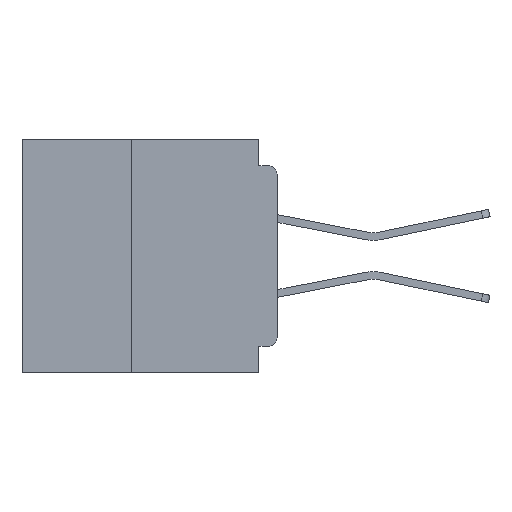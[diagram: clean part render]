
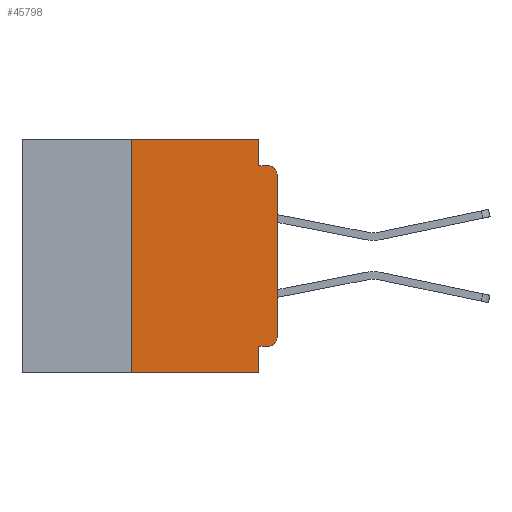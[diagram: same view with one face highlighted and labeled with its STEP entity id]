
A CAD part, left-side view. The second image highlights one B-rep face of the part: STEP entity #45798.
In plain terms, the highlighted planar face has unit normal (-1, 0, 0).
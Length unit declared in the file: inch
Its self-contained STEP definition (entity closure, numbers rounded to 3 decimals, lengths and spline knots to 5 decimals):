
#43 = ORIENTED_EDGE ( 'NONE', *, *, #8781, .F. ) ;
#599 = ORIENTED_EDGE ( 'NONE', *, *, #18680, .F. ) ;
#911 = CARTESIAN_POINT ( 'NONE',  ( 0., 0.015, -0.34 ) ) ;
#2034 = ORIENTED_EDGE ( 'NONE', *, *, #40046, .T. ) ;
#2153 = EDGE_CURVE ( 'NONE', #12303, #48181, #31412, .T. ) ;
#2450 = VECTOR ( 'NONE', #7912, 39.37008 ) ;
#3524 = DIRECTION ( 'NONE',  ( 0., 0., -1. ) ) ;
#3934 = DIRECTION ( 'NONE',  ( 1., 0., 0. ) ) ;
#4957 = AXIS2_PLACEMENT_3D ( 'NONE', #16014, #3934, #32208 ) ;
#4978 = DIRECTION ( 'NONE',  ( 0., 0., -1. ) ) ;
#7912 = DIRECTION ( 'NONE',  ( 0., 0., -1. ) ) ;
#8568 = CARTESIAN_POINT ( 'NONE',  ( 0., 0.015, -0.06 ) ) ;
#8716 = VECTOR ( 'NONE', #39437, 39.37008 ) ;
#8781 = EDGE_CURVE ( 'NONE', #25515, #17740, #34428, .T. ) ;
#9298 = EDGE_LOOP ( 'NONE', ( #46068, #2034, #20852, #599, #43, #34085, #34995, #12195, #12291, #15419 ) ) ;
#10756 = CARTESIAN_POINT ( 'NONE',  ( 0., 0.031, -0.4 ) ) ;
#10939 = DIRECTION ( 'NONE',  ( 0., -1., 0. ) ) ;
#11175 = DIRECTION ( 'NONE',  ( 0., -1., 0. ) ) ;
#11519 = VERTEX_POINT ( 'NONE', #20338 ) ;
#11544 = VECTOR ( 'NONE', #3524, 39.37008 ) ;
#11985 = CARTESIAN_POINT ( 'NONE',  ( 0., 0.031, -0.4 ) ) ;
#12195 = ORIENTED_EDGE ( 'NONE', *, *, #36809, .F. ) ;
#12233 = VECTOR ( 'NONE', #11175, 39.37008 ) ;
#12291 = ORIENTED_EDGE ( 'NONE', *, *, #44260, .F. ) ;
#12303 = VERTEX_POINT ( 'NONE', #28913 ) ;
#12663 = DIRECTION ( 'NONE',  ( 0., 0., -1. ) ) ;
#12998 = VECTOR ( 'NONE', #27271, 39.37008 ) ;
#13522 = LINE ( 'NONE', #23213, #12233 ) ;
#13573 = CARTESIAN_POINT ( 'NONE',  ( 0., 0.031, 0. ) ) ;
#13593 = AXIS2_PLACEMENT_3D ( 'NONE', #8568, #36768, #12663 ) ;
#14419 = LINE ( 'NONE', #18086, #23913 ) ;
#15393 = CARTESIAN_POINT ( 'NONE',  ( 0., 0.25, -0.4 ) ) ;
#15419 = ORIENTED_EDGE ( 'NONE', *, *, #49276, .T. ) ;
#15763 = CIRCLE ( 'NONE', #47878, 0.015 ) ;
#16014 = CARTESIAN_POINT ( 'NONE',  ( 0., 0.437, 0. ) ) ;
#17247 = CARTESIAN_POINT ( 'NONE',  ( 0., 0., 0. ) ) ;
#17740 = VERTEX_POINT ( 'NONE', #13573 ) ;
#18086 = CARTESIAN_POINT ( 'NONE',  ( 0., 0., -0.355 ) ) ;
#18264 = LINE ( 'NONE', #15393, #8716 ) ;
#18680 = EDGE_CURVE ( 'NONE', #17740, #12303, #22309, .T. ) ;
#20338 = CARTESIAN_POINT ( 'NONE',  ( 0., 0., -0.34 ) ) ;
#20577 = FACE_OUTER_BOUND ( 'NONE', #9298, .T. ) ;
#20852 = ORIENTED_EDGE ( 'NONE', *, *, #2153, .F. ) ;
#22309 = LINE ( 'NONE', #43707, #11544 ) ;
#23213 = CARTESIAN_POINT ( 'NONE',  ( 0., 0.437, -0.4 ) ) ;
#23913 = VECTOR ( 'NONE', #30044, 39.37008 ) ;
#24856 = EDGE_CURVE ( 'NONE', #34298, #25515, #18264, .T. ) ;
#25515 = VERTEX_POINT ( 'NONE', #39725 ) ;
#26641 = CARTESIAN_POINT ( 'NONE',  ( 0., 0.25, -0.4 ) ) ;
#27271 = DIRECTION ( 'NONE',  ( 0., -1., 0. ) ) ;
#28860 = VERTEX_POINT ( 'NONE', #10756 ) ;
#28913 = CARTESIAN_POINT ( 'NONE',  ( 0., 0.031, -0.045 ) ) ;
#29214 = DIRECTION ( 'NONE',  ( -1., 0., 0. ) ) ;
#30044 = DIRECTION ( 'NONE',  ( 0., 1., 0. ) ) ;
#30697 = EDGE_CURVE ( 'NONE', #34298, #28860, #13522, .T. ) ;
#31130 = VERTEX_POINT ( 'NONE', #50116 ) ;
#31412 = LINE ( 'NONE', #39085, #42050 ) ;
#31703 = LINE ( 'NONE', #17247, #51721 ) ;
#32208 = DIRECTION ( 'NONE',  ( 0., 0., -1. ) ) ;
#33263 = DIRECTION ( 'NONE',  ( 0., 0., 1. ) ) ;
#33415 = LINE ( 'NONE', #11985, #2450 ) ;
#34085 = ORIENTED_EDGE ( 'NONE', *, *, #24856, .F. ) ;
#34298 = VERTEX_POINT ( 'NONE', #26641 ) ;
#34428 = LINE ( 'NONE', #35312, #12998 ) ;
#34704 = EDGE_CURVE ( 'NONE', #11519, #31130, #31703, .T. ) ;
#34995 = ORIENTED_EDGE ( 'NONE', *, *, #30697, .T. ) ;
#35312 = CARTESIAN_POINT ( 'NONE',  ( 0., 0.437, 0. ) ) ;
#36461 = VERTEX_POINT ( 'NONE', #37889 ) ;
#36768 = DIRECTION ( 'NONE',  ( -1., 0., 0. ) ) ;
#36809 = EDGE_CURVE ( 'NONE', #40336, #28860, #33415, .T. ) ;
#37889 = CARTESIAN_POINT ( 'NONE',  ( 0., 0.015, -0.355 ) ) ;
#39085 = CARTESIAN_POINT ( 'NONE',  ( 0., 0., -0.045 ) ) ;
#39437 = DIRECTION ( 'NONE',  ( 0., 0., 1. ) ) ;
#39725 = CARTESIAN_POINT ( 'NONE',  ( 0., 0.25, 0. ) ) ;
#40046 = EDGE_CURVE ( 'NONE', #31130, #48181, #45327, .T. ) ;
#40336 = VERTEX_POINT ( 'NONE', #46536 ) ;
#41243 = CARTESIAN_POINT ( 'NONE',  ( 0., 0.015, -0.045 ) ) ;
#42050 = VECTOR ( 'NONE', #10939, 39.37008 ) ;
#43707 = CARTESIAN_POINT ( 'NONE',  ( 0., 0.031, 0. ) ) ;
#44260 = EDGE_CURVE ( 'NONE', #36461, #40336, #14419, .T. ) ;
#45327 = CIRCLE ( 'NONE', #13593, 0.015 ) ;
#45798 = ADVANCED_FACE ( 'NONE', ( #20577 ), #52128, .F. ) ;
#46068 = ORIENTED_EDGE ( 'NONE', *, *, #34704, .T. ) ;
#46536 = CARTESIAN_POINT ( 'NONE',  ( 0., 0.031, -0.355 ) ) ;
#47878 = AXIS2_PLACEMENT_3D ( 'NONE', #911, #29214, #4978 ) ;
#48181 = VERTEX_POINT ( 'NONE', #41243 ) ;
#49276 = EDGE_CURVE ( 'NONE', #36461, #11519, #15763, .T. ) ;
#50116 = CARTESIAN_POINT ( 'NONE',  ( 0., 0., -0.06 ) ) ;
#51721 = VECTOR ( 'NONE', #33263, 39.37008 ) ;
#52128 = PLANE ( 'NONE',  #4957 ) ;
